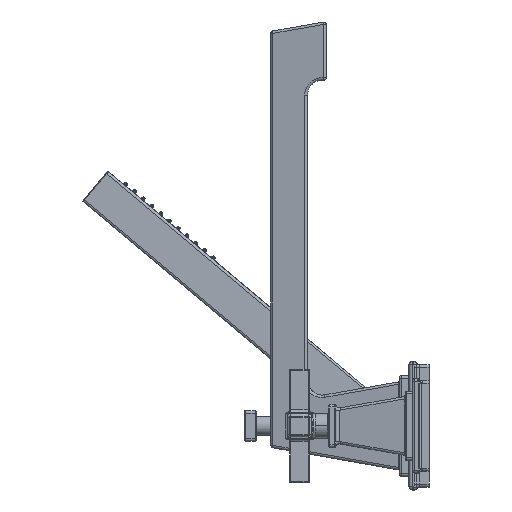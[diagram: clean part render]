
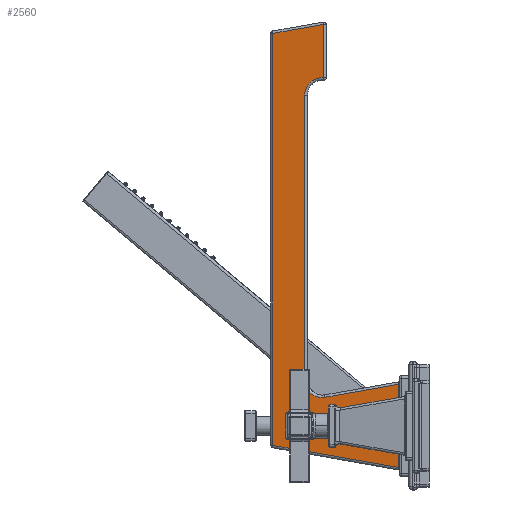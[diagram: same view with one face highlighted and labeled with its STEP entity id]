
A CAD part, left-side view. The second image highlights one B-rep face of the part: STEP entity #2560.
In plain terms, the highlighted planar face has unit normal (-0.985, 0.174, 0).
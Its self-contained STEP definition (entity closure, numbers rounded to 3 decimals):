
#358=DIRECTION('',(0.,0.,-1.));
#359=VECTOR('',#358,2.111);
#360=CARTESIAN_POINT('',(-1.117,0.767,1.055));
#361=LINE('',#360,#359);
#362=DIRECTION('',(0.171,0.97,0.171));
#363=VECTOR('',#362,3.287);
#364=CARTESIAN_POINT('',(-1.117,0.767,
-1.055));
#365=LINE('',#364,#363);
#366=DIRECTION('',(0.,0.,1.));
#367=VECTOR('',#366,10.443);
#368=CARTESIAN_POINT('',(-0.554,3.957,
-0.493));
#369=LINE('',#368,#367);
#370=DIRECTION('',(-0.171,-0.97,0.171));
#371=VECTOR('',#370,1.318);
#372=CARTESIAN_POINT('',(-0.554,3.957,9.95));
#373=LINE('',#372,#371);
#374=DIRECTION('',(0.,0.,-1.));
#375=VECTOR('',#374,1.353);
#376=CARTESIAN_POINT('',(-0.78,2.678,10.176));
#377=LINE('',#376,#375);
#378=CARTESIAN_POINT('',(-0.78,2.678,8.823));
#379=CARTESIAN_POINT('',(-0.778,2.689,8.823));
#380=CARTESIAN_POINT('',(-0.774,2.711,8.825));
#381=CARTESIAN_POINT('',(-0.768,2.744,8.824));
#382=CARTESIAN_POINT('',(-0.763,2.777,8.82));
#383=CARTESIAN_POINT('',(-0.757,2.81,8.814));
#384=CARTESIAN_POINT('',(-0.751,2.842,8.806));
#385=CARTESIAN_POINT('',(-0.746,2.873,8.795));
#386=CARTESIAN_POINT('',(-0.74,2.904,8.782));
#387=CARTESIAN_POINT('',(-0.735,2.933,8.766));
#388=CARTESIAN_POINT('',(-0.73,2.961,8.749));
#389=CARTESIAN_POINT('',(-0.725,2.988,8.729));
#390=CARTESIAN_POINT('',(-0.721,3.013,8.707));
#391=CARTESIAN_POINT('',(-0.717,3.036,8.684));
#392=CARTESIAN_POINT('',(-0.713,3.057,8.659));
#393=CARTESIAN_POINT('',(-0.71,3.077,8.632));
#394=CARTESIAN_POINT('',(-0.707,3.094,8.605));
#395=CARTESIAN_POINT('',(-0.704,3.11,8.576));
#396=CARTESIAN_POINT('',(-0.702,3.123,8.545));
#397=CARTESIAN_POINT('',(-0.7,3.133,8.515));
#398=CARTESIAN_POINT('',(-0.698,3.142,8.483));
#399=CARTESIAN_POINT('',(-0.697,3.148,8.451));
#400=CARTESIAN_POINT('',(-0.697,3.151,8.419));
#401=CARTESIAN_POINT('',(-0.696,3.152,8.397));
#402=CARTESIAN_POINT('',(-0.696,3.152,8.387));
#404=DIRECTION('',(0.,0.,-1.));
#405=VECTOR('',#404,7.23);
#406=CARTESIAN_POINT('',(-0.696,3.152,8.387));
#407=LINE('',#406,#405);
#408=CARTESIAN_POINT('',(-0.696,3.152,1.156));
#409=CARTESIAN_POINT('',(-0.696,3.152,1.145));
#410=CARTESIAN_POINT('',(-0.697,3.151,1.124));
#411=CARTESIAN_POINT('',(-0.697,3.148,1.092));
#412=CARTESIAN_POINT('',(-0.698,3.142,1.059));
#413=CARTESIAN_POINT('',(-0.7,3.133,1.027));
#414=CARTESIAN_POINT('',(-0.702,3.122,
0.996));
#415=CARTESIAN_POINT('',(-0.704,3.109,
0.966));
#416=CARTESIAN_POINT('',(-0.707,3.093,
0.937));
#417=CARTESIAN_POINT('',(-0.71,3.076,
0.909));
#418=CARTESIAN_POINT('',(-0.713,3.056,
0.882));
#419=CARTESIAN_POINT('',(-0.717,3.034,
0.857));
#420=CARTESIAN_POINT('',(-0.721,3.011,
0.834));
#421=CARTESIAN_POINT('',(-0.726,2.985,
0.812));
#422=CARTESIAN_POINT('',(-0.731,2.958,
0.792));
#423=CARTESIAN_POINT('',(-0.736,2.93,
0.775));
#424=CARTESIAN_POINT('',(-0.741,2.9,
0.759));
#425=CARTESIAN_POINT('',(-0.746,2.869,
0.746));
#426=CARTESIAN_POINT('',(-0.752,2.837,
0.736));
#427=CARTESIAN_POINT('',(-0.758,2.805,
0.728));
#428=CARTESIAN_POINT('',(-0.763,2.771,
0.722));
#429=CARTESIAN_POINT('',(-0.769,2.738,
0.719));
#430=CARTESIAN_POINT('',(-0.775,2.705,
0.718));
#431=CARTESIAN_POINT('',(-0.781,2.671,
0.72));
#432=CARTESIAN_POINT('',(-0.785,2.649,
0.723));
#433=CARTESIAN_POINT('',(-0.787,2.639,
0.725));
#435=DIRECTION('',(-0.171,-0.97,0.171));
#436=VECTOR('',#435,1.928);
#437=CARTESIAN_POINT('',(-0.787,2.639,
0.725));
#438=LINE('',#437,#436);
#1886=CARTESIAN_POINT('',(-0.554,3.957,
9.95));
#1887=CARTESIAN_POINT('',(-0.78,2.678,
10.176));
#1888=VERTEX_POINT('',#1886);
#1889=VERTEX_POINT('',#1887);
#1898=CARTESIAN_POINT('',(-1.117,0.767,
1.055));
#1899=CARTESIAN_POINT('',(-1.117,0.767,
-1.055));
#1900=VERTEX_POINT('',#1898);
#1901=VERTEX_POINT('',#1899);
#1963=VERTEX_POINT('',#408);
#1964=VERTEX_POINT('',#433);
#1967=CARTESIAN_POINT('',(-0.696,3.152,
8.387));
#1968=VERTEX_POINT('',#1967);
#1970=VERTEX_POINT('',#378);
#1977=CARTESIAN_POINT('',(-0.554,3.957,
-0.493));
#1978=VERTEX_POINT('',#1977);
#2537=CARTESIAN_POINT('',(-1.163,0.509,-2.304));
#2538=DIRECTION('',(0.985,-0.174,0.));
#2539=DIRECTION('',(0.174,0.985,0.));
#2540=AXIS2_PLACEMENT_3D('',#2537,#2538,#2539);
#2541=PLANE('',#2540);
#2543=ORIENTED_EDGE('',*,*,#2542,.T.);
#2545=ORIENTED_EDGE('',*,*,#2544,.T.);
#2547=ORIENTED_EDGE('',*,*,#2546,.T.);
#2548=ORIENTED_EDGE('',*,*,#2399,.T.);
#2549=ORIENTED_EDGE('',*,*,#2529,.T.);
#2551=ORIENTED_EDGE('',*,*,#2550,.T.);
#2553=ORIENTED_EDGE('',*,*,#2552,.T.);
#2555=ORIENTED_EDGE('',*,*,#2554,.T.);
#2557=ORIENTED_EDGE('',*,*,#2556,.T.);
#2558=EDGE_LOOP('',(#2543,#2545,#2547,#2548,#2549,#2551,#2553,#2555,#2557));
#2559=FACE_OUTER_BOUND('',#2558,.F.);
#2560=ADVANCED_FACE('',(#2559),#2541,.F.);
#403=B_SPLINE_CURVE_WITH_KNOTS('',3,(#378,#379,#380,#381,#382,#383,#384,#385,
#386,#387,#388,#389,#390,#391,#392,#393,#394,#395,#396,#397,#398,#399,#400,#401,
#402),.UNSPECIFIED.,.F.,.F.,(4,1,1,1,1,1,1,1,1,1,1,1,1,1,1,1,1,1,1,1,1,1,4),(
0.,0.045,0.091,0.136,0.182,
0.227,0.273,0.318,0.364,
0.409,0.455,0.5,0.545,0.591,
0.636,0.682,0.727,0.773,
0.818,0.864,0.909,0.955,1.),
.UNSPECIFIED.);
#434=B_SPLINE_CURVE_WITH_KNOTS('',3,(#408,#409,#410,#411,#412,#413,#414,#415,
#416,#417,#418,#419,#420,#421,#422,#423,#424,#425,#426,#427,#428,#429,#430,#431,
#432,#433),.UNSPECIFIED.,.F.,.F.,(4,1,1,1,1,1,1,1,1,1,1,1,1,1,1,1,1,1,1,1,1,1,1,
4),(0.,0.043,0.087,0.13,
0.174,0.217,0.261,0.304,
0.348,0.391,0.435,0.478,
0.522,0.565,0.609,0.652,
0.696,0.739,0.783,0.826,
0.87,0.913,0.957,1.),.UNSPECIFIED.);
#2399=EDGE_CURVE('',#1888,#1889,#373,.T.);
#2529=EDGE_CURVE('',#1889,#1970,#377,.T.);
#2542=EDGE_CURVE('',#1900,#1901,#361,.T.);
#2544=EDGE_CURVE('',#1901,#1978,#365,.T.);
#2546=EDGE_CURVE('',#1978,#1888,#369,.T.);
#2550=EDGE_CURVE('',#1970,#1968,#403,.T.);
#2552=EDGE_CURVE('',#1968,#1963,#407,.T.);
#2554=EDGE_CURVE('',#1963,#1964,#434,.T.);
#2556=EDGE_CURVE('',#1964,#1900,#438,.T.);
